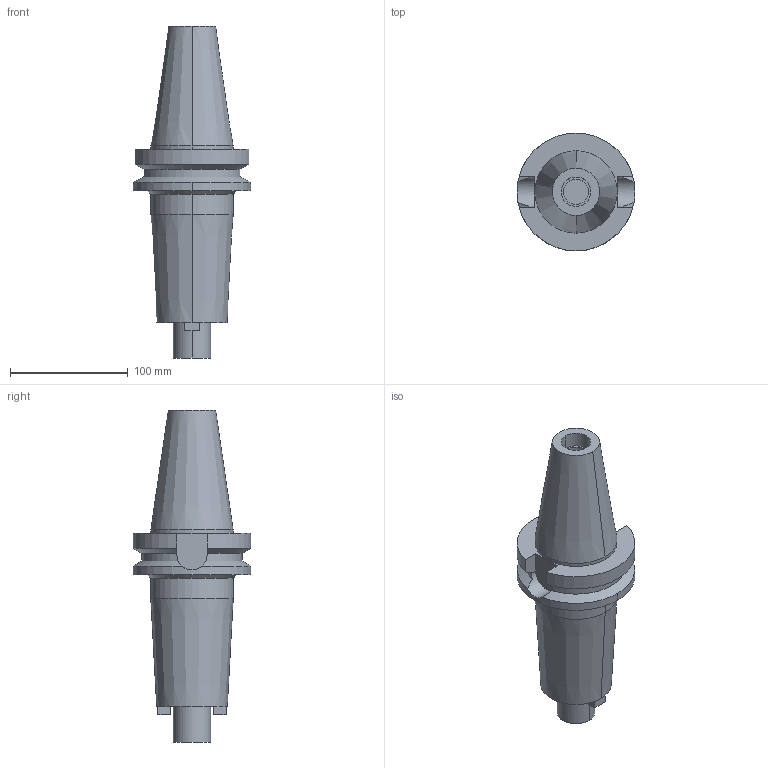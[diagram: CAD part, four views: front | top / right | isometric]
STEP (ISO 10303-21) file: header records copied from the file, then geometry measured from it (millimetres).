
FILE_DESCRIPTION((''),'2;1');
FILE_NAME('BT50-FMA31_75-150','2018-08-06T',('ykawabe'),(''),'CREO PARAMETRIC BY PTC INC, 2016380','CREO PARAMETRIC BY PTC INC, 2016380','');
FILE_SCHEMA(('AUTOMOTIVE_DESIGN { 1 0 10303 214 1 1 1 1 }'));
Length unit declared in the file: millimetre
Products named in the file (1): BT50-FMA31_75-150
Bounding box: 100 x 100 x 281.8 mm (x, y, z)
Volume: 859860.6 mm3; surface area: 79309.3 mm2
Topology: 1 solids, 1 shells, 62 faces, 152 edges, 102 vertices
Faces by surface type: cylinder 26, plane 26, cone 10
Entity records: 2650 total; most frequent: CARTESIAN_POINT 390, DIRECTION 338, ORIENTED_EDGE 304, PRESENTATION_STYLE_ASSIGNMENT 157, STYLED_ITEM 157, CURVE_STYLE 156, EDGE_CURVE 152, AXIS2_PLACEMENT_3D 133
